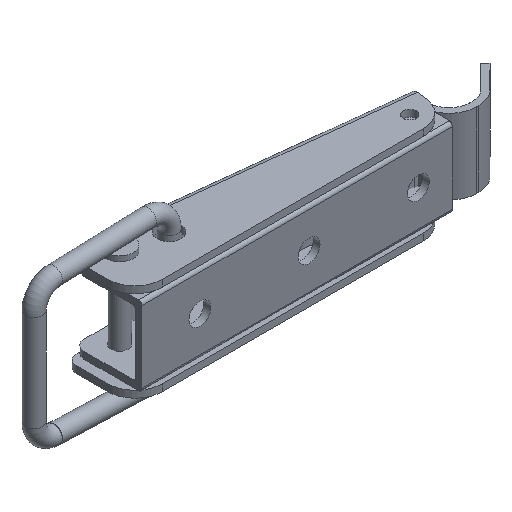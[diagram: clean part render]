
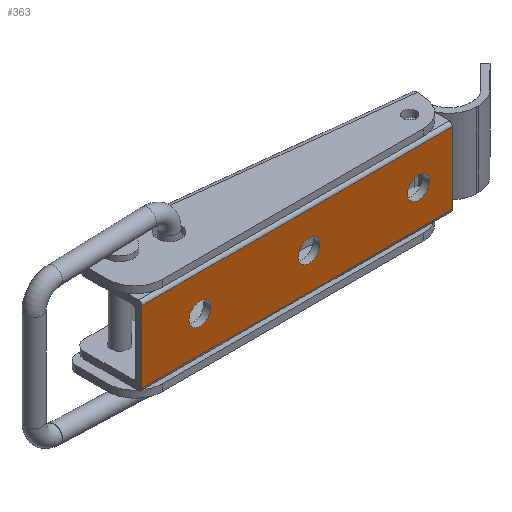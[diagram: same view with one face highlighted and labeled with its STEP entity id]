
A CAD part, isometric view. The second image highlights one B-rep face of the part: STEP entity #363.
In plain terms, the highlighted planar face has unit normal (0, -1, 0).
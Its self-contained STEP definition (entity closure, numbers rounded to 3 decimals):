
#363 = ADVANCED_FACE( '', ( #750, #751, #752, #753 ), #754, .F. );
#750 = FACE_BOUND( '', #1152, .T. );
#751 = FACE_BOUND( '', #1153, .T. );
#752 = FACE_BOUND( '', #1154, .T. );
#753 = FACE_OUTER_BOUND( '', #1155, .T. );
#754 = PLANE( '', #1156 );
#1152 = EDGE_LOOP( '', ( #2006 ) );
#1153 = EDGE_LOOP( '', ( #2007 ) );
#1154 = EDGE_LOOP( '', ( #2008 ) );
#1155 = EDGE_LOOP( '', ( #2009, #2010, #2011, #2012 ) );
#1156 = AXIS2_PLACEMENT_3D( '', #2013, #2014, #2015 );
#2006 = ORIENTED_EDGE( '', *, *, #2600, .T. );
#2007 = ORIENTED_EDGE( '', *, *, #2601, .T. );
#2008 = ORIENTED_EDGE( '', *, *, #2445, .T. );
#2009 = ORIENTED_EDGE( '', *, *, #2602, .T. );
#2010 = ORIENTED_EDGE( '', *, *, #2603, .F. );
#2011 = ORIENTED_EDGE( '', *, *, #2504, .F. );
#2012 = ORIENTED_EDGE( '', *, *, #2321, .T. );
#2013 = CARTESIAN_POINT( '', ( 84., -13.5, 10.5 ) );
#2014 = DIRECTION( '', ( 0., 1., 0. ) );
#2015 = DIRECTION( '', ( 0., 0., 1. ) );
#2321 = EDGE_CURVE( '', #2763, #2761, #2764, .T. );
#2445 = EDGE_CURVE( '', #2966, #2966, #2967, .T. );
#2504 = EDGE_CURVE( '', #2763, #3051, #3052, .T. );
#2600 = EDGE_CURVE( '', #3179, #3179, #3180, .T. );
#2601 = EDGE_CURVE( '', #3181, #3181, #3182, .T. );
#2602 = EDGE_CURVE( '', #2761, #3183, #3184, .T. );
#2603 = EDGE_CURVE( '', #3051, #3183, #3185, .T. );
#2761 = VERTEX_POINT( '', #3384 );
#2763 = VERTEX_POINT( '', #3386 );
#2764 = LINE( '', #3387, #3388 );
#2966 = VERTEX_POINT( '', #3657 );
#2967 = CIRCLE( '', #3658, 3.2 );
#3051 = VERTEX_POINT( '', #3803 );
#3052 = LINE( '', #3804, #3805 );
#3179 = VERTEX_POINT( '', #3969 );
#3180 = CIRCLE( '', #3970, 3.2 );
#3181 = VERTEX_POINT( '', #3971 );
#3182 = CIRCLE( '', #3972, 3.2 );
#3183 = VERTEX_POINT( '', #3973 );
#3184 = LINE( '', #3974, #3975 );
#3185 = LINE( '', #3976, #3977 );
#3384 = CARTESIAN_POINT( '', ( -7., -13.5, 10.5 ) );
#3386 = CARTESIAN_POINT( '', ( 84., -13.5, 10.5 ) );
#3387 = CARTESIAN_POINT( '', ( 84., -13.5, 10.5 ) );
#3388 = VECTOR( '', #4116, 1000. );
#3657 = CARTESIAN_POINT( '', ( 13.2, -13.5, 0. ) );
#3658 = AXIS2_PLACEMENT_3D( '', #4289, #4290, #4291 );
#3803 = CARTESIAN_POINT( '', ( 84., -13.5, -10.5 ) );
#3804 = CARTESIAN_POINT( '', ( 84., -13.5, 10.5 ) );
#3805 = VECTOR( '', #4362, 1000. );
#3969 = CARTESIAN_POINT( '', ( 45.2, -13.5, 0. ) );
#3970 = AXIS2_PLACEMENT_3D( '', #4484, #4485, #4486 );
#3971 = CARTESIAN_POINT( '', ( 77.2, -13.5, 0. ) );
#3972 = AXIS2_PLACEMENT_3D( '', #4487, #4488, #4489 );
#3973 = CARTESIAN_POINT( '', ( -7., -13.5, -10.5 ) );
#3974 = CARTESIAN_POINT( '', ( -7., -13.5, 10.5 ) );
#3975 = VECTOR( '', #4490, 1000. );
#3976 = CARTESIAN_POINT( '', ( 84., -13.5, -10.5 ) );
#3977 = VECTOR( '', #4491, 1000. );
#4116 = DIRECTION( '', ( -1., 0., 0. ) );
#4289 = CARTESIAN_POINT( '', ( 10., -13.5, 0. ) );
#4290 = DIRECTION( '', ( 0., 1., 0. ) );
#4291 = DIRECTION( '', ( 1., 0., 0. ) );
#4362 = DIRECTION( '', ( 0., 0., -1. ) );
#4484 = CARTESIAN_POINT( '', ( 42., -13.5, 0. ) );
#4485 = DIRECTION( '', ( 0., 1., 0. ) );
#4486 = DIRECTION( '', ( 1., 0., 0. ) );
#4487 = CARTESIAN_POINT( '', ( 74., -13.5, 0. ) );
#4488 = DIRECTION( '', ( 0., 1., 0. ) );
#4489 = DIRECTION( '', ( 1., 0., 0. ) );
#4490 = DIRECTION( '', ( 0., 0., -1. ) );
#4491 = DIRECTION( '', ( -1., 0., 0. ) );
